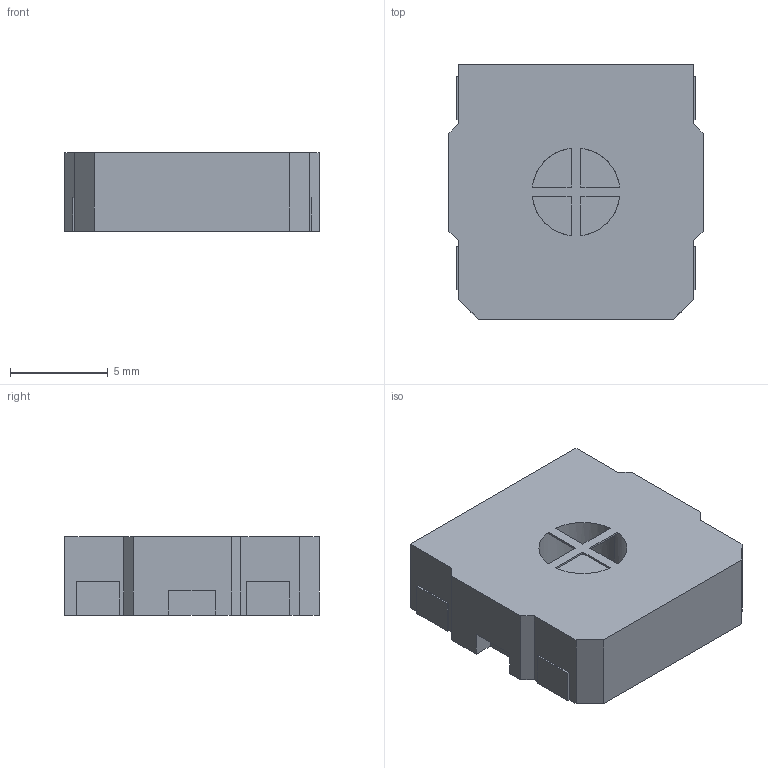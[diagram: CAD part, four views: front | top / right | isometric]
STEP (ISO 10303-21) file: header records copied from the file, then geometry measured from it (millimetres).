
FILE_DESCRIPTION (( 'STEP AP214' ), '1' );
FILE_NAME ('CUI_DEVICES_CDS-13138-SMT.step', '2019-10-20T22:04:08', ( '' ), ( '' ), 'SwSTEP 2.0', 'SolidWorks 2019', '' );
FILE_SCHEMA (( 'AUTOMOTIVE_DESIGN' ));
Length unit declared in the file: inch
Products named in the file (1): CUI_DEVICES_CDS-13138-SMT
Bounding box: 13 x 13 x 4 mm (x, y, z)
Volume: 580.8 mm3; surface area: 756.2 mm2
Topology: 2 solids, 2 shells, 85 faces, 234 edges, 156 vertices
Faces by surface type: plane 69, cylinder 16
Entity records: 3145 total; most frequent: CARTESIAN_POINT 476, ORIENTED_EDGE 468, DIRECTION 446, EDGE_CURVE 234, LINE 194, VECTOR 194, VERTEX_POINT 156, AXIS2_PLACEMENT_3D 126
